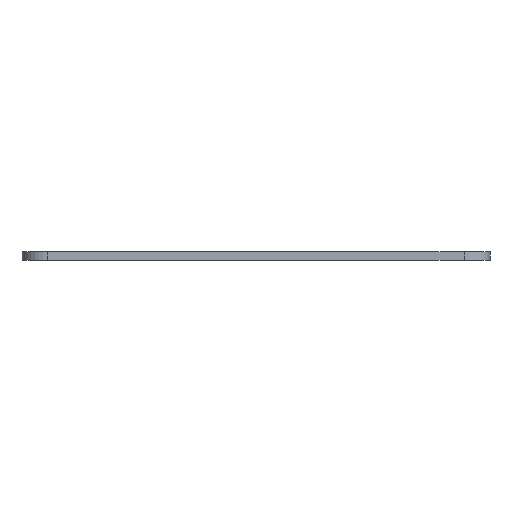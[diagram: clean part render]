
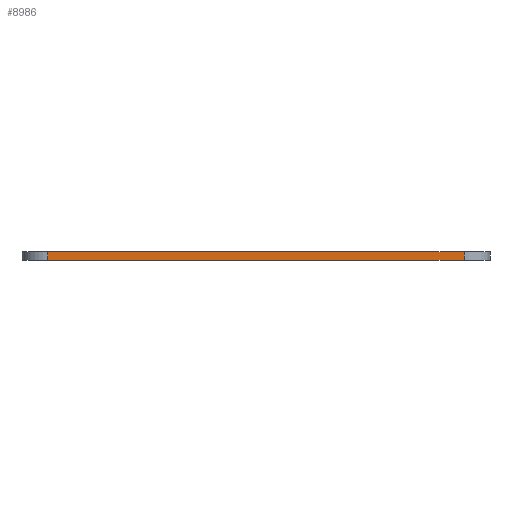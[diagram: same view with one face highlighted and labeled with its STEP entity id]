
A CAD part, left-side view. The second image highlights one B-rep face of the part: STEP entity #8986.
In plain terms, the highlighted planar face has unit normal (-1, 0, 0).
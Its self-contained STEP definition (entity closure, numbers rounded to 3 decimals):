
#83 = PLANE('',#84);
#84 = AXIS2_PLACEMENT_3D('',#85,#86,#87);
#85 = CARTESIAN_POINT('',(114.161,-97.5,1.6));
#86 = DIRECTION('',(-0.,-0.,-1.));
#87 = DIRECTION('',(-1.,0.,0.));
#111 = CYLINDRICAL_SURFACE('',#112,5.);
#112 = AXIS2_PLACEMENT_3D('',#113,#114,#115);
#113 = CARTESIAN_POINT('',(75.,-137.5,0.));
#114 = DIRECTION('',(-0.,-0.,-1.));
#115 = DIRECTION('',(1.,0.,-0.));
#137 = PLANE('',#138);
#138 = AXIS2_PLACEMENT_3D('',#139,#140,#141);
#139 = CARTESIAN_POINT('',(114.161,-97.5,0.));
#140 = DIRECTION('',(-0.,-0.,-1.));
#141 = DIRECTION('',(-1.,0.,0.));
#238 = EDGE_CURVE('',#239,#241,#243,.T.);
#239 = VERTEX_POINT('',#240);
#240 = CARTESIAN_POINT('',(70.,-137.5,0.));
#241 = VERTEX_POINT('',#242);
#242 = CARTESIAN_POINT('',(70.,-137.5,1.6));
#243 = SURFACE_CURVE('',#244,(#248,#255),.PCURVE_S1.);
#244 = LINE('',#245,#246);
#245 = CARTESIAN_POINT('',(70.,-137.5,0.));
#246 = VECTOR('',#247,1.);
#247 = DIRECTION('',(0.,0.,1.));
#248 = PCURVE('',#111,#249);
#249 = DEFINITIONAL_REPRESENTATION('',(#250),#254);
#250 = LINE('',#251,#252);
#251 = CARTESIAN_POINT('',(-3.142,0.));
#252 = VECTOR('',#253,1.);
#253 = DIRECTION('',(-0.,-1.));
#254 = ( GEOMETRIC_REPRESENTATION_CONTEXT(2) 
PARAMETRIC_REPRESENTATION_CONTEXT() REPRESENTATION_CONTEXT('2D SPACE',''
  ) );
#255 = PCURVE('',#256,#261);
#256 = PLANE('',#257);
#257 = AXIS2_PLACEMENT_3D('',#258,#259,#260);
#258 = CARTESIAN_POINT('',(70.,-137.5,0.));
#259 = DIRECTION('',(-1.,0.,0.));
#260 = DIRECTION('',(0.,1.,0.));
#261 = DEFINITIONAL_REPRESENTATION('',(#262),#266);
#262 = LINE('',#263,#264);
#263 = CARTESIAN_POINT('',(0.,0.));
#264 = VECTOR('',#265,1.);
#265 = DIRECTION('',(0.,-1.));
#266 = ( GEOMETRIC_REPRESENTATION_CONTEXT(2) 
PARAMETRIC_REPRESENTATION_CONTEXT() REPRESENTATION_CONTEXT('2D SPACE',''
  ) );
#326 = EDGE_CURVE('',#239,#327,#329,.T.);
#327 = VERTEX_POINT('',#328);
#328 = CARTESIAN_POINT('',(70.,-57.5,0.));
#329 = SURFACE_CURVE('',#330,(#334,#341),.PCURVE_S1.);
#330 = LINE('',#331,#332);
#331 = CARTESIAN_POINT('',(70.,-137.5,0.));
#332 = VECTOR('',#333,1.);
#333 = DIRECTION('',(0.,1.,0.));
#334 = PCURVE('',#137,#335);
#335 = DEFINITIONAL_REPRESENTATION('',(#336),#340);
#336 = LINE('',#337,#338);
#337 = CARTESIAN_POINT('',(44.161,-40.));
#338 = VECTOR('',#339,1.);
#339 = DIRECTION('',(0.,1.));
#340 = ( GEOMETRIC_REPRESENTATION_CONTEXT(2) 
PARAMETRIC_REPRESENTATION_CONTEXT() REPRESENTATION_CONTEXT('2D SPACE',''
  ) );
#341 = PCURVE('',#256,#342);
#342 = DEFINITIONAL_REPRESENTATION('',(#343),#347);
#343 = LINE('',#344,#345);
#344 = CARTESIAN_POINT('',(0.,0.));
#345 = VECTOR('',#346,1.);
#346 = DIRECTION('',(1.,0.));
#347 = ( GEOMETRIC_REPRESENTATION_CONTEXT(2) 
PARAMETRIC_REPRESENTATION_CONTEXT() REPRESENTATION_CONTEXT('2D SPACE',''
  ) );
#370 = CYLINDRICAL_SURFACE('',#371,5.);
#371 = AXIS2_PLACEMENT_3D('',#372,#373,#374);
#372 = CARTESIAN_POINT('',(75.,-57.5,0.));
#373 = DIRECTION('',(-0.,-0.,-1.));
#374 = DIRECTION('',(1.,0.,-0.));
#4983 = EDGE_CURVE('',#241,#4984,#4986,.T.);
#4984 = VERTEX_POINT('',#4985);
#4985 = CARTESIAN_POINT('',(70.,-57.5,1.6));
#4986 = SURFACE_CURVE('',#4987,(#4991,#4998),.PCURVE_S1.);
#4987 = LINE('',#4988,#4989);
#4988 = CARTESIAN_POINT('',(70.,-137.5,1.6));
#4989 = VECTOR('',#4990,1.);
#4990 = DIRECTION('',(0.,1.,0.));
#4991 = PCURVE('',#83,#4992);
#4992 = DEFINITIONAL_REPRESENTATION('',(#4993),#4997);
#4993 = LINE('',#4994,#4995);
#4994 = CARTESIAN_POINT('',(44.161,-40.));
#4995 = VECTOR('',#4996,1.);
#4996 = DIRECTION('',(0.,1.));
#4997 = ( GEOMETRIC_REPRESENTATION_CONTEXT(2) 
PARAMETRIC_REPRESENTATION_CONTEXT() REPRESENTATION_CONTEXT('2D SPACE',''
  ) );
#4998 = PCURVE('',#256,#4999);
#4999 = DEFINITIONAL_REPRESENTATION('',(#5000),#5004);
#5000 = LINE('',#5001,#5002);
#5001 = CARTESIAN_POINT('',(0.,-1.6));
#5002 = VECTOR('',#5003,1.);
#5003 = DIRECTION('',(1.,0.));
#5004 = ( GEOMETRIC_REPRESENTATION_CONTEXT(2) 
PARAMETRIC_REPRESENTATION_CONTEXT() REPRESENTATION_CONTEXT('2D SPACE',''
  ) );
#8986 = ADVANCED_FACE('',(#8987),#256,.T.);
#8987 = FACE_BOUND('',#8988,.T.);
#8988 = EDGE_LOOP('',(#8989,#8990,#8991,#9012));
#8989 = ORIENTED_EDGE('',*,*,#238,.T.);
#8990 = ORIENTED_EDGE('',*,*,#4983,.T.);
#8991 = ORIENTED_EDGE('',*,*,#8992,.F.);
#8992 = EDGE_CURVE('',#327,#4984,#8993,.T.);
#8993 = SURFACE_CURVE('',#8994,(#8998,#9005),.PCURVE_S1.);
#8994 = LINE('',#8995,#8996);
#8995 = CARTESIAN_POINT('',(70.,-57.5,0.));
#8996 = VECTOR('',#8997,1.);
#8997 = DIRECTION('',(0.,0.,1.));
#8998 = PCURVE('',#256,#8999);
#8999 = DEFINITIONAL_REPRESENTATION('',(#9000),#9004);
#9000 = LINE('',#9001,#9002);
#9001 = CARTESIAN_POINT('',(80.,0.));
#9002 = VECTOR('',#9003,1.);
#9003 = DIRECTION('',(0.,-1.));
#9004 = ( GEOMETRIC_REPRESENTATION_CONTEXT(2) 
PARAMETRIC_REPRESENTATION_CONTEXT() REPRESENTATION_CONTEXT('2D SPACE',''
  ) );
#9005 = PCURVE('',#370,#9006);
#9006 = DEFINITIONAL_REPRESENTATION('',(#9007),#9011);
#9007 = LINE('',#9008,#9009);
#9008 = CARTESIAN_POINT('',(-3.142,0.));
#9009 = VECTOR('',#9010,1.);
#9010 = DIRECTION('',(-0.,-1.));
#9011 = ( GEOMETRIC_REPRESENTATION_CONTEXT(2) 
PARAMETRIC_REPRESENTATION_CONTEXT() REPRESENTATION_CONTEXT('2D SPACE',''
  ) );
#9012 = ORIENTED_EDGE('',*,*,#326,.F.);
